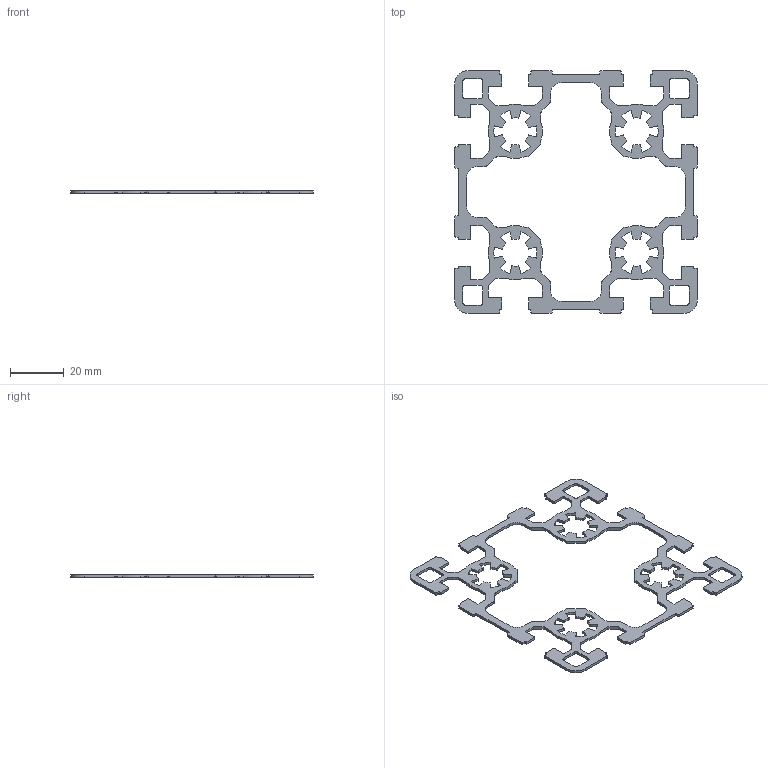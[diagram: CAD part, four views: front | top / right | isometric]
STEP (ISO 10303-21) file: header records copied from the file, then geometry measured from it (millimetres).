
FILE_DESCRIPTION(/* description */ ('BSB Aluminum Profile 90x90-L'),/* implementation_level */ '2;1');
FILE_NAME(/* name */ '1007520.ipt.stp',/* time_stamp */ '2020-04-01T16:45:57+02:00',/* author */ (''),/* organization */ ('COOMACH'),/* preprocessor_version */ 'ST-DEVELOPER v16.5',/* originating_system */ 'Autodesk Inventor 2017',/* authorisation */ '');
FILE_SCHEMA (('AUTOMOTIVE_DESIGN { 1 0 10303 214 3 1 1 }'));
Length unit declared in the file: millimetre
Products named in the file (1): 1007520
Bounding box: 90 x 90 x 1 mm (x, y, z)
Volume: 2372.2 mm3; surface area: 6138.8 mm2
Topology: 1 solids, 1 shells, 482 faces, 1440 edges, 960 vertices
Faces by surface type: plane 246, cylinder 236
Entity records: 16402 total; most frequent: CARTESIAN_POINT 2883, ORIENTED_EDGE 2880, DIRECTION 2878, EDGE_CURVE 1440, LINE 968, VECTOR 968, VERTEX_POINT 960, AXIS2_PLACEMENT_3D 955
